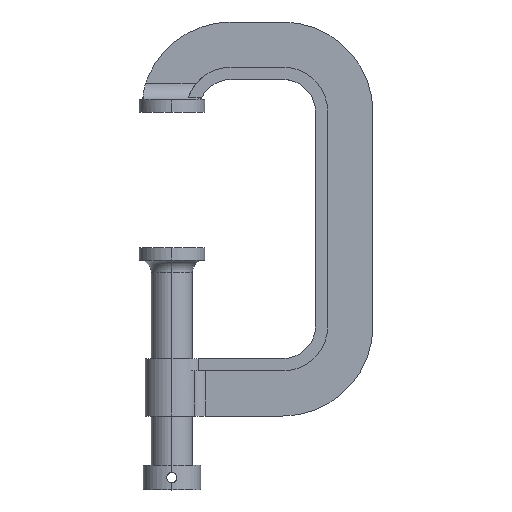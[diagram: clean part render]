
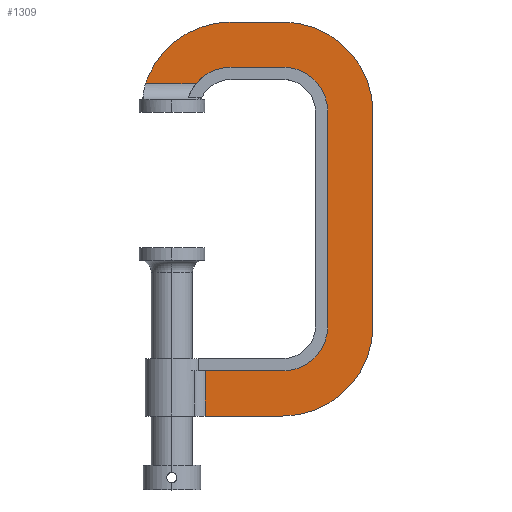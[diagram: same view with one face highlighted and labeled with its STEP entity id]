
A CAD part, top view. The second image highlights one B-rep face of the part: STEP entity #1309.
In plain terms, the highlighted planar face has unit normal (0, 0, 1).
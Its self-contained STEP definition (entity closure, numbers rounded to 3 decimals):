
#4 = DIRECTION ( 'NONE',  ( 1., 0., 0. ) ) ;
#32 = EDGE_CURVE ( 'NONE', #2205, #764, #1377, .T. ) ;
#43 = AXIS2_PLACEMENT_3D ( 'NONE', #805, #771, #958 ) ;
#44 = ORIENTED_EDGE ( 'NONE', *, *, #789, .F. ) ;
#52 = DIRECTION ( 'NONE',  ( 1., 0., 0. ) ) ;
#75 = CARTESIAN_POINT ( 'NONE',  ( 27., 85., 2. ) ) ;
#105 = CARTESIAN_POINT ( 'NONE',  ( 14.416, 74., 2. ) ) ;
#113 = DIRECTION ( 'NONE',  ( 0., 0., 1. ) ) ;
#119 = VECTOR ( 'NONE', #326, 1000. ) ;
#125 = FACE_OUTER_BOUND ( 'NONE', #1264, .T. ) ;
#129 = CARTESIAN_POINT ( 'NONE',  ( 49., 22., 2. ) ) ;
#140 = DIRECTION ( 'NONE',  ( 0., 1., 0. ) ) ;
#164 = EDGE_CURVE ( 'NONE', #909, #713, #737, .T. ) ;
#177 = VERTEX_POINT ( 'NONE', #217 ) ;
#183 = AXIS2_PLACEMENT_3D ( 'NONE', #1135, #1003, #52 ) ;
#196 = AXIS2_PLACEMENT_3D ( 'NONE', #1188, #2238, #1174 ) ;
#201 = CARTESIAN_POINT ( 'NONE',  ( 38., 74., 2. ) ) ;
#217 = CARTESIAN_POINT ( 'NONE',  ( 14.416, 96., 2. ) ) ;
#236 = CARTESIAN_POINT ( 'NONE',  ( 49., 74., 2. ) ) ;
#247 = CARTESIAN_POINT ( 'NONE',  ( -6.416, 81., 2. ) ) ;
#281 = DIRECTION ( 'NONE',  ( 0., 0., 1. ) ) ;
#326 = DIRECTION ( 'NONE',  ( -1., 0., 0. ) ) ;
#367 = VECTOR ( 'NONE', #1437, 1000. ) ;
#388 = CARTESIAN_POINT ( 'NONE',  ( 27., 11., 2. ) ) ;
#436 = ORIENTED_EDGE ( 'NONE', *, *, #2300, .T. ) ;
#451 = VECTOR ( 'NONE', #4, 1000. ) ;
#452 = LINE ( 'NONE', #1735, #1318 ) ;
#460 = ORIENTED_EDGE ( 'NONE', *, *, #1920, .F. ) ;
#500 = CIRCLE ( 'NONE', #2141, 22. ) ;
#508 = ORIENTED_EDGE ( 'NONE', *, *, #2231, .F. ) ;
#519 = CARTESIAN_POINT ( 'NONE',  ( 27., 11., 2. ) ) ;
#589 = CARTESIAN_POINT ( 'NONE',  ( 27., 0., 2. ) ) ;
#616 = CARTESIAN_POINT ( 'NONE',  ( 27., 22., 2. ) ) ;
#665 = EDGE_CURVE ( 'NONE', #1912, #1154, #1619, .T. ) ;
#713 = VERTEX_POINT ( 'NONE', #236 ) ;
#731 = LINE ( 'NONE', #1858, #951 ) ;
#737 = LINE ( 'NONE', #2183, #2288 ) ;
#764 = VERTEX_POINT ( 'NONE', #1854 ) ;
#766 = DIRECTION ( 'NONE',  ( -1., 0., 0. ) ) ;
#768 = ORIENTED_EDGE ( 'NONE', *, *, #2355, .F. ) ;
#771 = DIRECTION ( 'NONE',  ( 0., 0., 1. ) ) ;
#789 = EDGE_CURVE ( 'NONE', #2209, #1339, #1773, .T. ) ;
#805 = CARTESIAN_POINT ( 'NONE',  ( 27., 74., 2. ) ) ;
#844 = DIRECTION ( 'NONE',  ( 1., 0., 0. ) ) ;
#848 = VERTEX_POINT ( 'NONE', #1165 ) ;
#868 = CARTESIAN_POINT ( 'NONE',  ( 14.416, 74., 2. ) ) ;
#909 = VERTEX_POINT ( 'NONE', #129 ) ;
#949 = DIRECTION ( 'NONE',  ( -1., 0., 0. ) ) ;
#951 = VECTOR ( 'NONE', #949, 1000. ) ;
#958 = DIRECTION ( 'NONE',  ( 1., 0., 0. ) ) ;
#987 = ORIENTED_EDGE ( 'NONE', *, *, #2217, .T. ) ;
#1003 = DIRECTION ( 'NONE',  ( 0., 0., 1. ) ) ;
#1029 = CIRCLE ( 'NONE', #1866, 22. ) ;
#1032 = DIRECTION ( 'NONE',  ( 0., 1., 0. ) ) ;
#1046 = CARTESIAN_POINT ( 'NONE',  ( 27., 85., 2. ) ) ;
#1060 = CARTESIAN_POINT ( 'NONE',  ( 5.931, 81., 2. ) ) ;
#1108 = CIRCLE ( 'NONE', #196, 11. ) ;
#1111 = CARTESIAN_POINT ( 'NONE',  ( 7., 77., 2. ) ) ;
#1128 = LINE ( 'NONE', #1300, #451 ) ;
#1135 = CARTESIAN_POINT ( 'NONE',  ( 27., 74., 2. ) ) ;
#1154 = VERTEX_POINT ( 'NONE', #1869 ) ;
#1165 = CARTESIAN_POINT ( 'NONE',  ( 8.078, 0., 2. ) ) ;
#1174 = DIRECTION ( 'NONE',  ( 1., 0., 0. ) ) ;
#1188 = CARTESIAN_POINT ( 'NONE',  ( 27., 22., 2. ) ) ;
#1198 = AXIS2_PLACEMENT_3D ( 'NONE', #1268, #1945, #140 ) ;
#1242 = ORIENTED_EDGE ( 'NONE', *, *, #1326, .T. ) ;
#1264 = EDGE_LOOP ( 'NONE', ( #2185, #987, #44, #768, #1562, #2339, #460, #1328, #2005, #508, #1948, #1429, #436, #1242, #1814 ) ) ;
#1268 = CARTESIAN_POINT ( 'NONE',  ( 27., 11., 2. ) ) ;
#1283 = AXIS2_PLACEMENT_3D ( 'NONE', #1111, #1312, #766 ) ;
#1300 = CARTESIAN_POINT ( 'NONE',  ( 4., 81., 2. ) ) ;
#1309 = ADVANCED_FACE ( 'NONE', ( #125 ), #1975, .F. ) ;
#1312 = DIRECTION ( 'NONE',  ( 0., 0., -1. ) ) ;
#1315 = EDGE_CURVE ( 'NONE', #2306, #2197, #2358, .T. ) ;
#1318 = VECTOR ( 'NONE', #2091, 1000. ) ;
#1326 = EDGE_CURVE ( 'NONE', #1431, #177, #1570, .T. ) ;
#1328 = ORIENTED_EDGE ( 'NONE', *, *, #32, .T. ) ;
#1339 = VERTEX_POINT ( 'NONE', #1060 ) ;
#1355 = LINE ( 'NONE', #75, #1421 ) ;
#1377 = LINE ( 'NONE', #519, #119 ) ;
#1421 = VECTOR ( 'NONE', #2083, 1000. ) ;
#1429 = ORIENTED_EDGE ( 'NONE', *, *, #164, .T. ) ;
#1431 = VERTEX_POINT ( 'NONE', #1663 ) ;
#1437 = DIRECTION ( 'NONE',  ( -1., 0., 0. ) ) ;
#1506 = VECTOR ( 'NONE', #1032, 1000. ) ;
#1562 = ORIENTED_EDGE ( 'NONE', *, *, #1637, .F. ) ;
#1570 = LINE ( 'NONE', #1617, #367 ) ;
#1589 = EDGE_CURVE ( 'NONE', #764, #848, #452, .T. ) ;
#1607 = CARTESIAN_POINT ( 'NONE',  ( 38., 22., 2. ) ) ;
#1617 = CARTESIAN_POINT ( 'NONE',  ( 27., 96., 2. ) ) ;
#1619 = CIRCLE ( 'NONE', #1283, 14. ) ;
#1633 = CARTESIAN_POINT ( 'NONE',  ( 14.416, 85., 2. ) ) ;
#1637 = EDGE_CURVE ( 'NONE', #2197, #2174, #2079, .T. ) ;
#1663 = CARTESIAN_POINT ( 'NONE',  ( 27., 96., 2. ) ) ;
#1670 = DIRECTION ( 'NONE',  ( 0., 1., 0. ) ) ;
#1718 = DIRECTION ( 'NONE',  ( 1., 0., 0. ) ) ;
#1735 = CARTESIAN_POINT ( 'NONE',  ( 8.078, 0., 2. ) ) ;
#1773 = CIRCLE ( 'NONE', #2188, 11. ) ;
#1814 = ORIENTED_EDGE ( 'NONE', *, *, #2155, .T. ) ;
#1854 = CARTESIAN_POINT ( 'NONE',  ( 8.078, 11., 2. ) ) ;
#1858 = CARTESIAN_POINT ( 'NONE',  ( 27., 0., 2. ) ) ;
#1866 = AXIS2_PLACEMENT_3D ( 'NONE', #616, #281, #1905 ) ;
#1868 = CIRCLE ( 'NONE', #43, 22. ) ;
#1869 = CARTESIAN_POINT ( 'NONE',  ( -5.978, 82.25, 2. ) ) ;
#1901 = CARTESIAN_POINT ( 'NONE',  ( 38., 22., 2. ) ) ;
#1905 = DIRECTION ( 'NONE',  ( 1., 0., 0. ) ) ;
#1912 = VERTEX_POINT ( 'NONE', #247 ) ;
#1920 = EDGE_CURVE ( 'NONE', #2205, #2306, #1108, .T. ) ;
#1928 = EDGE_CURVE ( 'NONE', #2281, #909, #1029, .T. ) ;
#1945 = DIRECTION ( 'NONE',  ( 0., 0., -1. ) ) ;
#1948 = ORIENTED_EDGE ( 'NONE', *, *, #1928, .T. ) ;
#1975 = PLANE ( 'NONE',  #1198 ) ;
#2005 = ORIENTED_EDGE ( 'NONE', *, *, #1589, .T. ) ;
#2079 = CIRCLE ( 'NONE', #183, 11. ) ;
#2083 = DIRECTION ( 'NONE',  ( -1., 0., 0. ) ) ;
#2091 = DIRECTION ( 'NONE',  ( 0., -1., 0. ) ) ;
#2141 = AXIS2_PLACEMENT_3D ( 'NONE', #868, #113, #844 ) ;
#2155 = EDGE_CURVE ( 'NONE', #177, #1154, #500, .T. ) ;
#2174 = VERTEX_POINT ( 'NONE', #1046 ) ;
#2183 = CARTESIAN_POINT ( 'NONE',  ( 49., 22., 2. ) ) ;
#2185 = ORIENTED_EDGE ( 'NONE', *, *, #665, .F. ) ;
#2188 = AXIS2_PLACEMENT_3D ( 'NONE', #105, #2301, #1718 ) ;
#2197 = VERTEX_POINT ( 'NONE', #201 ) ;
#2205 = VERTEX_POINT ( 'NONE', #388 ) ;
#2209 = VERTEX_POINT ( 'NONE', #1633 ) ;
#2217 = EDGE_CURVE ( 'NONE', #1912, #1339, #1128, .T. ) ;
#2231 = EDGE_CURVE ( 'NONE', #2281, #848, #731, .T. ) ;
#2238 = DIRECTION ( 'NONE',  ( 0., 0., 1. ) ) ;
#2281 = VERTEX_POINT ( 'NONE', #589 ) ;
#2288 = VECTOR ( 'NONE', #1670, 1000. ) ;
#2300 = EDGE_CURVE ( 'NONE', #713, #1431, #1868, .T. ) ;
#2301 = DIRECTION ( 'NONE',  ( 0., 0., 1. ) ) ;
#2306 = VERTEX_POINT ( 'NONE', #1901 ) ;
#2339 = ORIENTED_EDGE ( 'NONE', *, *, #1315, .F. ) ;
#2355 = EDGE_CURVE ( 'NONE', #2174, #2209, #1355, .T. ) ;
#2358 = LINE ( 'NONE', #1607, #1506 ) ;
